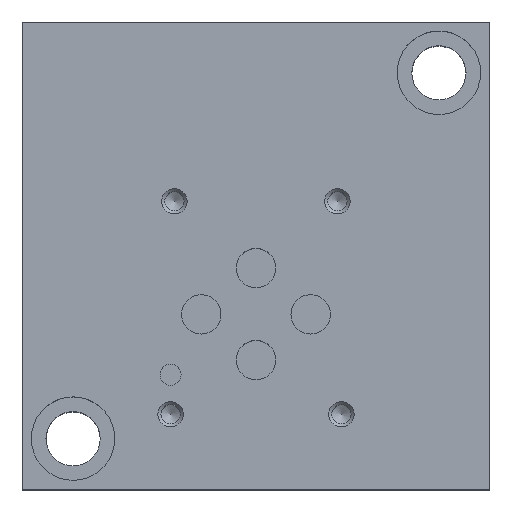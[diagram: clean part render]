
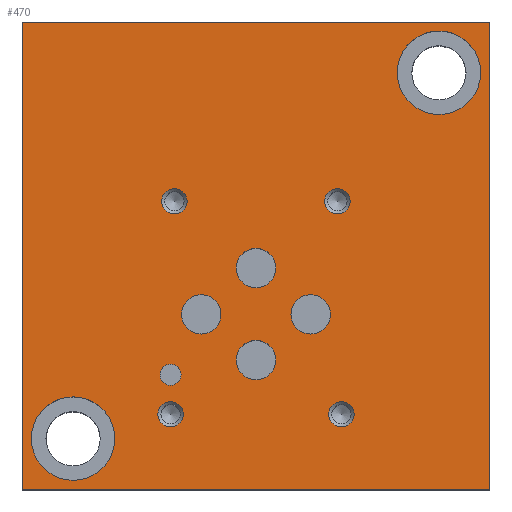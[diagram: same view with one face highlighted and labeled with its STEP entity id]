
A CAD part, top view. The second image highlights one B-rep face of the part: STEP entity #470.
In plain terms, the highlighted planar face has unit normal (0, 0, 1).
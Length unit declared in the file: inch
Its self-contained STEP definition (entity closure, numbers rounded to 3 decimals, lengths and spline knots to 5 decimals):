
#470 = ADVANCED_FACE( '', ( #1095, #1096, #1097, #1098, #1099, #1100, #1101, #1102, #1103, #1104, #1105, #1106 ), #1107, .F. );
#1095 = FACE_BOUND( '', #1911, .T. );
#1096 = FACE_BOUND( '', #1912, .T. );
#1097 = FACE_BOUND( '', #1913, .T. );
#1098 = FACE_BOUND( '', #1914, .T. );
#1099 = FACE_BOUND( '', #1915, .T. );
#1100 = FACE_BOUND( '', #1916, .T. );
#1101 = FACE_BOUND( '', #1917, .T. );
#1102 = FACE_BOUND( '', #1918, .T. );
#1103 = FACE_BOUND( '', #1919, .T. );
#1104 = FACE_BOUND( '', #1920, .T. );
#1105 = FACE_BOUND( '', #1921, .T. );
#1106 = FACE_OUTER_BOUND( '', #1922, .T. );
#1107 = PLANE( '', #1923 );
#1911 = EDGE_LOOP( '', ( #3221 ) );
#1912 = EDGE_LOOP( '', ( #3222 ) );
#1913 = EDGE_LOOP( '', ( #3223 ) );
#1914 = EDGE_LOOP( '', ( #3224 ) );
#1915 = EDGE_LOOP( '', ( #3225 ) );
#1916 = EDGE_LOOP( '', ( #3226 ) );
#1917 = EDGE_LOOP( '', ( #3227 ) );
#1918 = EDGE_LOOP( '', ( #3228 ) );
#1919 = EDGE_LOOP( '', ( #3229 ) );
#1920 = EDGE_LOOP( '', ( #3230 ) );
#1921 = EDGE_LOOP( '', ( #3231 ) );
#1922 = EDGE_LOOP( '', ( #3232, #3233, #3234, #3235 ) );
#1923 = AXIS2_PLACEMENT_3D( '', #3236, #3237, #3238 );
#3221 = ORIENTED_EDGE( '', *, *, #4780, .T. );
#3222 = ORIENTED_EDGE( '', *, *, #4913, .T. );
#3223 = ORIENTED_EDGE( '', *, *, #4914, .F. );
#3224 = ORIENTED_EDGE( '', *, *, #4884, .F. );
#3225 = ORIENTED_EDGE( '', *, *, #4667, .F. );
#3226 = ORIENTED_EDGE( '', *, *, #4915, .F. );
#3227 = ORIENTED_EDGE( '', *, *, #4916, .F. );
#3228 = ORIENTED_EDGE( '', *, *, #4917, .F. );
#3229 = ORIENTED_EDGE( '', *, *, #4864, .F. );
#3230 = ORIENTED_EDGE( '', *, *, #4856, .F. );
#3231 = ORIENTED_EDGE( '', *, *, #4918, .F. );
#3232 = ORIENTED_EDGE( '', *, *, #4685, .T. );
#3233 = ORIENTED_EDGE( '', *, *, #4919, .F. );
#3234 = ORIENTED_EDGE( '', *, *, #4920, .F. );
#3235 = ORIENTED_EDGE( '', *, *, #4921, .T. );
#3236 = CARTESIAN_POINT( '', ( 3.5, 3.5, 3. ) );
#3237 = DIRECTION( '', ( 0., 0., -1. ) );
#3238 = DIRECTION( '', ( -1., 0., 0. ) );
#4667 = EDGE_CURVE( '', #5622, #5622, #5623, .T. );
#4685 = EDGE_CURVE( '', #5649, #5653, #5655, .T. );
#4780 = EDGE_CURVE( '', #5803, #5803, #5804, .T. );
#4856 = EDGE_CURVE( '', #5917, #5917, #5918, .T. );
#4864 = EDGE_CURVE( '', #5931, #5931, #5932, .T. );
#4884 = EDGE_CURVE( '', #5958, #5958, #5959, .T. );
#4913 = EDGE_CURVE( '', #6004, #6004, #6005, .T. );
#4914 = EDGE_CURVE( '', #6006, #6006, #6007, .T. );
#4915 = EDGE_CURVE( '', #6008, #6008, #6009, .T. );
#4916 = EDGE_CURVE( '', #6010, #6010, #6011, .T. );
#4917 = EDGE_CURVE( '', #6012, #6012, #6013, .T. );
#4918 = EDGE_CURVE( '', #6014, #6014, #6015, .T. );
#4919 = EDGE_CURVE( '', #6016, #5653, #6017, .T. );
#4920 = EDGE_CURVE( '', #6018, #6016, #6019, .T. );
#4921 = EDGE_CURVE( '', #6018, #5649, #6020, .T. );
#5622 = VERTEX_POINT( '', #6937 );
#5623 = CIRCLE( '', #6938, 0.095 );
#5649 = VERTEX_POINT( '', #6973 );
#5653 = VERTEX_POINT( '', #6979 );
#5655 = LINE( '', #6982, #6983 );
#5803 = VERTEX_POINT( '', #7184 );
#5804 = CIRCLE( '', #7185, 0.3125 );
#5917 = VERTEX_POINT( '', #7335 );
#5918 = CIRCLE( '', #7336, 0.1475 );
#5931 = VERTEX_POINT( '', #7353 );
#5932 = CIRCLE( '', #7354, 0.1475 );
#5958 = VERTEX_POINT( '', #7387 );
#5959 = CIRCLE( '', #7388, 0.095 );
#6004 = VERTEX_POINT( '', #7447 );
#6005 = CIRCLE( '', #7448, 0.3125 );
#6006 = VERTEX_POINT( '', #7449 );
#6007 = CIRCLE( '', #7450, 0.095 );
#6008 = VERTEX_POINT( '', #7451 );
#6009 = CIRCLE( '', #7452, 0.095 );
#6010 = VERTEX_POINT( '', #7453 );
#6011 = CIRCLE( '', #7454, 0.079 );
#6012 = VERTEX_POINT( '', #7455 );
#6013 = CIRCLE( '', #7456, 0.1475 );
#6014 = VERTEX_POINT( '', #7457 );
#6015 = CIRCLE( '', #7458, 0.1475 );
#6016 = VERTEX_POINT( '', #7459 );
#6017 = LINE( '', #7460, #7461 );
#6018 = VERTEX_POINT( '', #7462 );
#6019 = LINE( '', #7463, #7464 );
#6020 = LINE( '', #7465, #7466 );
#6937 = CARTESIAN_POINT( '', ( 2.485, 0.562, 3. ) );
#6938 = AXIS2_PLACEMENT_3D( '', #8233, #8234, #8235 );
#6973 = CARTESIAN_POINT( '', ( 0., 3.5, 3. ) );
#6979 = CARTESIAN_POINT( '', ( 0., 0., 3. ) );
#6982 = CARTESIAN_POINT( '', ( 0., 3.5, 3. ) );
#6983 = VECTOR( '', #8260, 39.37008 );
#7184 = CARTESIAN_POINT( '', ( 2.8075, 3.12, 3. ) );
#7185 = AXIS2_PLACEMENT_3D( '', #8359, #8360, #8361 );
#7335 = CARTESIAN_POINT( '', ( 2.3065, 1.31, 3. ) );
#7336 = AXIS2_PLACEMENT_3D( '', #8453, #8454, #8455 );
#7353 = CARTESIAN_POINT( '', ( 1.8975, 1.657, 3. ) );
#7354 = AXIS2_PLACEMENT_3D( '', #8463, #8464, #8465 );
#7387 = CARTESIAN_POINT( '', ( 1.205, 0.562, 3. ) );
#7388 = AXIS2_PLACEMENT_3D( '', #8485, #8486, #8487 );
#7447 = CARTESIAN_POINT( '', ( 0.0675, 0.38, 3. ) );
#7448 = AXIS2_PLACEMENT_3D( '', #8520, #8521, #8522 );
#7449 = CARTESIAN_POINT( '', ( 1.234, 2.157, 3. ) );
#7450 = AXIS2_PLACEMENT_3D( '', #8523, #8524, #8525 );
#7451 = CARTESIAN_POINT( '', ( 2.455, 2.157, 3. ) );
#7452 = AXIS2_PLACEMENT_3D( '', #8526, #8527, #8528 );
#7453 = CARTESIAN_POINT( '', ( 1.189, 0.858, 3. ) );
#7454 = AXIS2_PLACEMENT_3D( '', #8529, #8530, #8531 );
#7455 = CARTESIAN_POINT( '', ( 1.8975, 0.968, 3. ) );
#7456 = AXIS2_PLACEMENT_3D( '', #8532, #8533, #8534 );
#7457 = CARTESIAN_POINT( '', ( 1.4875, 1.31, 3. ) );
#7458 = AXIS2_PLACEMENT_3D( '', #8535, #8536, #8537 );
#7459 = CARTESIAN_POINT( '', ( 3.5, 0., 3. ) );
#7460 = CARTESIAN_POINT( '', ( 3.5, 0., 3. ) );
#7461 = VECTOR( '', #8538, 39.37008 );
#7462 = CARTESIAN_POINT( '', ( 3.5, 3.5, 3. ) );
#7463 = CARTESIAN_POINT( '', ( 3.5, 3.5, 3. ) );
#7464 = VECTOR( '', #8539, 39.37008 );
#7465 = CARTESIAN_POINT( '', ( 3.5, 3.5, 3. ) );
#7466 = VECTOR( '', #8540, 39.37008 );
#8233 = CARTESIAN_POINT( '', ( 2.39, 0.562, 3. ) );
#8234 = DIRECTION( '', ( 0., 0., 1. ) );
#8235 = DIRECTION( '', ( 1., 0., 0. ) );
#8260 = DIRECTION( '', ( 0., -1., 0. ) );
#8359 = CARTESIAN_POINT( '', ( 3.12, 3.12, 3. ) );
#8360 = DIRECTION( '', ( 0., 0., -1. ) );
#8361 = DIRECTION( '', ( -1., 0., 0. ) );
#8453 = CARTESIAN_POINT( '', ( 2.159, 1.31, 3. ) );
#8454 = DIRECTION( '', ( 0., 0., 1. ) );
#8455 = DIRECTION( '', ( 1., 0., 0. ) );
#8463 = CARTESIAN_POINT( '', ( 1.75, 1.657, 3. ) );
#8464 = DIRECTION( '', ( 0., 0., 1. ) );
#8465 = DIRECTION( '', ( 1., 0., 0. ) );
#8485 = CARTESIAN_POINT( '', ( 1.11, 0.562, 3. ) );
#8486 = DIRECTION( '', ( 0., 0., 1. ) );
#8487 = DIRECTION( '', ( 1., 0., 0. ) );
#8520 = CARTESIAN_POINT( '', ( 0.38, 0.38, 3. ) );
#8521 = DIRECTION( '', ( 0., 0., -1. ) );
#8522 = DIRECTION( '', ( -1., 0., 0. ) );
#8523 = CARTESIAN_POINT( '', ( 1.139, 2.157, 3. ) );
#8524 = DIRECTION( '', ( 0., 0., 1. ) );
#8525 = DIRECTION( '', ( 1., 0., 0. ) );
#8526 = CARTESIAN_POINT( '', ( 2.36, 2.157, 3. ) );
#8527 = DIRECTION( '', ( 0., 0., 1. ) );
#8528 = DIRECTION( '', ( 1., 0., 0. ) );
#8529 = CARTESIAN_POINT( '', ( 1.11, 0.858, 3. ) );
#8530 = DIRECTION( '', ( 0., 0., 1. ) );
#8531 = DIRECTION( '', ( 1., 0., 0. ) );
#8532 = CARTESIAN_POINT( '', ( 1.75, 0.968, 3. ) );
#8533 = DIRECTION( '', ( 0., 0., 1. ) );
#8534 = DIRECTION( '', ( 1., 0., 0. ) );
#8535 = CARTESIAN_POINT( '', ( 1.34, 1.31, 3. ) );
#8536 = DIRECTION( '', ( 0., 0., 1. ) );
#8537 = DIRECTION( '', ( 1., 0., 0. ) );
#8538 = DIRECTION( '', ( -1., 0., 0. ) );
#8539 = DIRECTION( '', ( 0., -1., 0. ) );
#8540 = DIRECTION( '', ( -1., 0., 0. ) );
